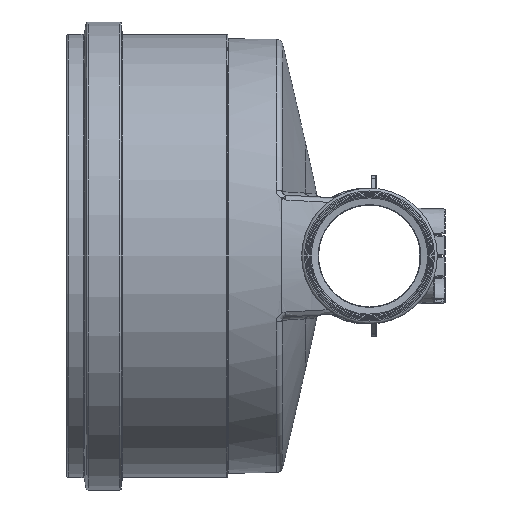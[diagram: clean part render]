
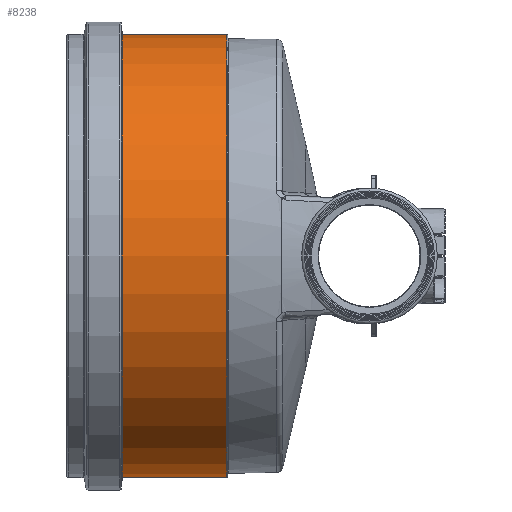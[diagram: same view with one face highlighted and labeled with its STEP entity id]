
A CAD part, left-side view. The second image highlights one B-rep face of the part: STEP entity #8238.
In plain terms, the highlighted cylindrical face has radius 206.5 mm (diameter 413 mm), a full revolution.
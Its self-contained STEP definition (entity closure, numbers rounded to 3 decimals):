
#1099=FACE_OUTER_BOUND('',#1608,.T.);
#1608=EDGE_LOOP('',(#6698,#6699,#6700,#6701,#6702,#6703,#6704));
#2036=LINE('',#16931,#2362);
#2362=VECTOR('',#10945,206.5);
#2771=CIRCLE('',#9052,206.5);
#2772=CIRCLE('',#9053,206.5);
#2774=CIRCLE('',#9055,206.5);
#2775=CIRCLE('',#9057,206.5);
#2776=CIRCLE('',#9058,206.5);
#3545=VERTEX_POINT('',#16920);
#3546=VERTEX_POINT('',#16921);
#3547=VERTEX_POINT('',#16923);
#3548=VERTEX_POINT('',#16928);
#3549=VERTEX_POINT('',#16929);
#4669=EDGE_CURVE('',#3545,#3546,#2771,.T.);
#4670=EDGE_CURVE('',#3546,#3547,#2772,.T.);
#4672=EDGE_CURVE('',#3547,#3545,#2774,.T.);
#4673=EDGE_CURVE('',#3548,#3549,#2775,.T.);
#4674=EDGE_CURVE('',#3549,#3546,#2036,.T.);
#4675=EDGE_CURVE('',#3549,#3548,#2776,.T.);
#6698=ORIENTED_EDGE('',*,*,#4673,.T.);
#6699=ORIENTED_EDGE('',*,*,#4674,.T.);
#6700=ORIENTED_EDGE('',*,*,#4669,.F.);
#6701=ORIENTED_EDGE('',*,*,#4672,.F.);
#6702=ORIENTED_EDGE('',*,*,#4670,.F.);
#6703=ORIENTED_EDGE('',*,*,#4674,.F.);
#6704=ORIENTED_EDGE('',*,*,#4675,.T.);
#7875=CYLINDRICAL_SURFACE('',#9056,206.5);
#8238=ADVANCED_FACE('',(#1099),#7875,.T.);
#9052=AXIS2_PLACEMENT_3D('',#16922,#10933,#10934);
#9053=AXIS2_PLACEMENT_3D('',#16924,#10935,#10936);
#9055=AXIS2_PLACEMENT_3D('',#16926,#10939,#10940);
#9056=AXIS2_PLACEMENT_3D('',#16927,#10941,#10942);
#9057=AXIS2_PLACEMENT_3D('',#16930,#10943,#10944);
#9058=AXIS2_PLACEMENT_3D('',#16932,#10946,#10947);
#10933=DIRECTION('center_axis',(0.,-1.,0.));
#10934=DIRECTION('ref_axis',(1.,0.,0.));
#10935=DIRECTION('center_axis',(0.,-1.,0.));
#10936=DIRECTION('ref_axis',(1.,0.,0.));
#10939=DIRECTION('center_axis',(0.,-1.,0.));
#10940=DIRECTION('ref_axis',(1.,0.,0.));
#10941=DIRECTION('center_axis',(0.,-1.,0.));
#10942=DIRECTION('ref_axis',(-1.,0.,0.));
#10943=DIRECTION('center_axis',(0.,-1.,0.));
#10944=DIRECTION('ref_axis',(1.,0.,0.));
#10945=DIRECTION('',(0.,-1.,0.));
#10946=DIRECTION('center_axis',(0.,-1.,0.));
#10947=DIRECTION('ref_axis',(1.,0.,0.));
#16920=CARTESIAN_POINT('',(-206.5,133.2,0.));
#16921=CARTESIAN_POINT('',(206.5,133.2,0.));
#16922=CARTESIAN_POINT('Origin',(0.,133.2,0.));
#16923=CARTESIAN_POINT('',(0.,133.2,206.5));
#16924=CARTESIAN_POINT('Origin',(0.,133.2,0.));
#16926=CARTESIAN_POINT('Origin',(0.,133.2,0.));
#16927=CARTESIAN_POINT('Origin',(0.,181.776,0.));
#16928=CARTESIAN_POINT('',(-206.5,230.351,0.));
#16929=CARTESIAN_POINT('',(206.5,230.351,0.));
#16930=CARTESIAN_POINT('Origin',(0.,230.351,0.));
#16931=CARTESIAN_POINT('',(206.5,181.776,0.));
#16932=CARTESIAN_POINT('Origin',(0.,230.351,0.));
